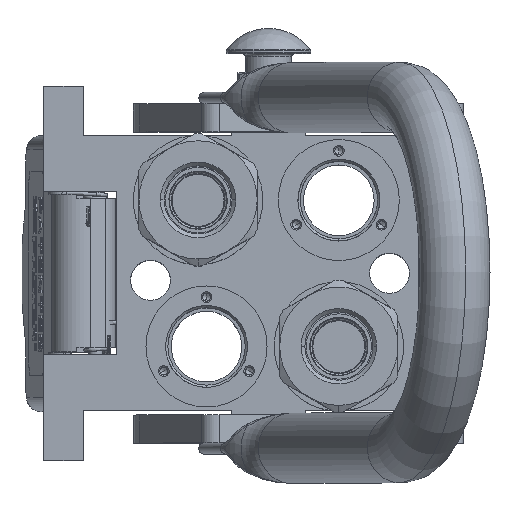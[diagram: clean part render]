
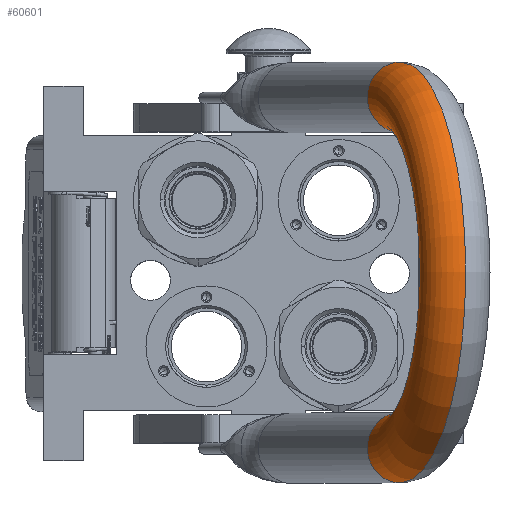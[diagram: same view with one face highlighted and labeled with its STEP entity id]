
A CAD part, top view. The second image highlights one B-rep face of the part: STEP entity #60601.
In plain terms, the highlighted toroidal (fillet/blend) face has major radius 62.25 mm and minor radius 12.5 mm.
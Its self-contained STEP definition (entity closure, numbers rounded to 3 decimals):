
#1042 = VERTEX_POINT ( 'NONE', #119647 ) ;
#4772 = EDGE_CURVE ( 'NONE', #44964, #48988, #53798, .T. ) ;
#13126 = TOROIDAL_SURFACE ( 'NONE', #98738, 62.25, 12.5 ) ;
#15339 = CARTESIAN_POINT ( 'NONE',  ( -62.25, 0., 125.25 ) ) ;
#16138 = FACE_OUTER_BOUND ( 'NONE', #54605, .T. ) ;
#16906 = CARTESIAN_POINT ( 'NONE',  ( 0., 0., 125.25 ) ) ;
#17653 = EDGE_CURVE ( 'NONE', #48988, #1042, #38270, .T. ) ;
#19056 = CIRCLE ( 'NONE', #96762, 74.75 ) ;
#26388 = CIRCLE ( 'NONE', #75530, 12.5 ) ;
#26443 = DIRECTION ( 'NONE',  ( 0., 1., 0. ) ) ;
#27066 = AXIS2_PLACEMENT_3D ( 'NONE', #15339, #81748, #55126 ) ;
#28006 = ORIENTED_EDGE ( 'NONE', *, *, #75458, .F. ) ;
#29824 = CARTESIAN_POINT ( 'NONE',  ( -49.75, 0., 125.25 ) ) ;
#32500 = DIRECTION ( 'NONE',  ( 1., 0., 0. ) ) ;
#33205 = CARTESIAN_POINT ( 'NONE',  ( 0., 0., 125.25 ) ) ;
#34315 = CARTESIAN_POINT ( 'NONE',  ( -74.75, 0., 125.25 ) ) ;
#38270 = CIRCLE ( 'NONE', #44789, 49.75 ) ;
#39255 = DIRECTION ( 'NONE',  ( 1., 0., 0. ) ) ;
#44789 = AXIS2_PLACEMENT_3D ( 'NONE', #16906, #26443, #75004 ) ;
#44964 = VERTEX_POINT ( 'NONE', #34315 ) ;
#45459 = ORIENTED_EDGE ( 'NONE', *, *, #17653, .T. ) ;
#48988 = VERTEX_POINT ( 'NONE', #29824 ) ;
#49598 = DIRECTION ( 'NONE',  ( 0., 0., -1. ) ) ;
#50996 = EDGE_CURVE ( 'NONE', #96693, #1042, #26388, .T. ) ;
#53798 = CIRCLE ( 'NONE', #27066, 12.5 ) ;
#54605 = EDGE_LOOP ( 'NONE', ( #45459, #54715, #28006, #100879 ) ) ;
#54715 = ORIENTED_EDGE ( 'NONE', *, *, #50996, .F. ) ;
#55126 = DIRECTION ( 'NONE',  ( -1., 0., 0. ) ) ;
#60601 = ADVANCED_FACE ( 'NONE', ( #16138 ), #13126, .T. ) ;
#60703 = CARTESIAN_POINT ( 'NONE',  ( 0., 0., 125.25 ) ) ;
#61775 = CARTESIAN_POINT ( 'NONE',  ( 74.75, 0., 125.25 ) ) ;
#70563 = DIRECTION ( 'NONE',  ( 0., 1., 0. ) ) ;
#70984 = DIRECTION ( 'NONE',  ( -1., 0., 0. ) ) ;
#75004 = DIRECTION ( 'NONE',  ( -1., 0., 0. ) ) ;
#75458 = EDGE_CURVE ( 'NONE', #44964, #96693, #19056, .T. ) ;
#75530 = AXIS2_PLACEMENT_3D ( 'NONE', #77398, #49598, #39255 ) ;
#77398 = CARTESIAN_POINT ( 'NONE',  ( 62.25, 0., 125.25 ) ) ;
#81748 = DIRECTION ( 'NONE',  ( 0., 0., 1. ) ) ;
#96693 = VERTEX_POINT ( 'NONE', #61775 ) ;
#96762 = AXIS2_PLACEMENT_3D ( 'NONE', #33205, #70563, #70984 ) ;
#98738 = AXIS2_PLACEMENT_3D ( 'NONE', #60703, #117931, #32500 ) ;
#100879 = ORIENTED_EDGE ( 'NONE', *, *, #4772, .T. ) ;
#117931 = DIRECTION ( 'NONE',  ( 0., 1., 0. ) ) ;
#119647 = CARTESIAN_POINT ( 'NONE',  ( 49.75, 0., 125.25 ) ) ;
